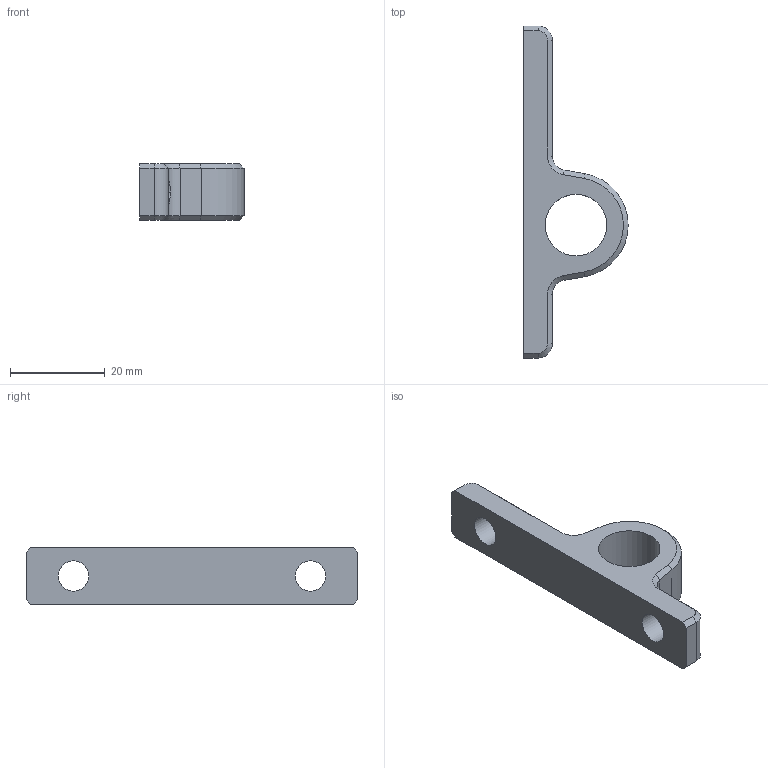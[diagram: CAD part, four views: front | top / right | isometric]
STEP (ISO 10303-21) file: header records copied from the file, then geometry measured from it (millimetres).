
FILE_DESCRIPTION(('FreeCAD Model'),'2;1');
FILE_NAME('y-homing-inductive-sensor-mount.step', '2020-12-01T08:55:42',('Author'),(''), 'Open CASCADE STEP processor 7.3','FreeCAD','Unknown');
FILE_SCHEMA(('AUTOMOTIVE_DESIGN { 1 0 10303 214 1 1 1 1 }'));
Length unit declared in the file: millimetre
Products named in the file (1): Chamfer018
Bounding box: 22 x 70 x 12 mm (x, y, z)
Volume: 6623.8 mm3; surface area: 3690.9 mm2
Topology: 1 solids, 1 shells, 46 faces, 108 edges, 63 vertices
Faces by surface type: plane 26, cylinder 10, cone 10
Full cylindrical faces by diameter (mm): 6.4 x2, 13 x1
Entity records: 2817 total; most frequent: CARTESIAN_POINT 636, DIRECTION 398, ORIENTED_EDGE 216, PCURVE 216, DEFINITIONAL_REPRESENTATION 216, LINE 214, VECTOR 214, EDGE_CURVE 108
